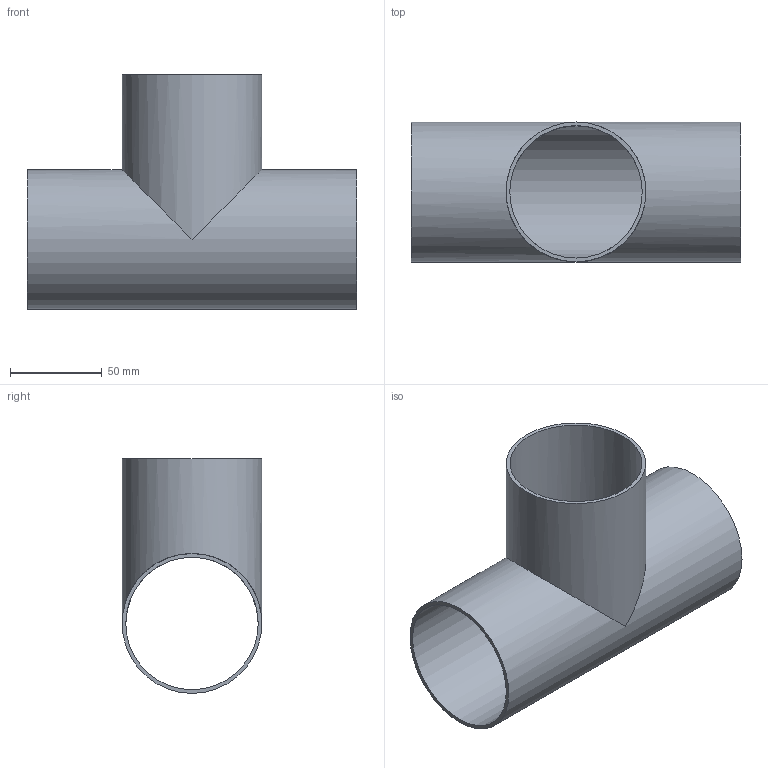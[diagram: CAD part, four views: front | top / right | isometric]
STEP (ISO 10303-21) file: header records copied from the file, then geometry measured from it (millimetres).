
FILE_DESCRIPTION(/* description */ (''),/* implementation_level */ '2;1');
FILE_NAME(/* name */ 'D8 30.stp',/* time_stamp */ '2022-04-12T14:45:18+09:00',/* author */ ('3dcad-eng'),/* organization */ (''),/* preprocessor_version */ 'ST-DEVELOPER v18.1',/* originating_system */ 'Autodesk Inventor 2022',/* authorisation */ '');
FILE_SCHEMA (('AUTOMOTIVE_DESIGN { 1 0 10303 214 3 1 1 }'));
Length unit declared in the file: millimetre
Products named in the file (1): D8 30
Bounding box: 180 x 76.3 x 128.15 mm (x, y, z)
Volume: 103959.7 mm3; surface area: 105349.6 mm2
Topology: 1 solids, 1 shells, 7 faces, 18 edges, 12 vertices
Faces by surface type: cylinder 4, plane 3
Full cylindrical faces by diameter (mm): 72.3 x2, 76.3 x2
Entity records: 273 total; most frequent: DIRECTION 46, CARTESIAN_POINT 38, ORIENTED_EDGE 36, AXIS2_PLACEMENT_3D 20, EDGE_CURVE 18, VERTEX_POINT 12, EDGE_LOOP 10, FACE_OUTER_BOUND 7
